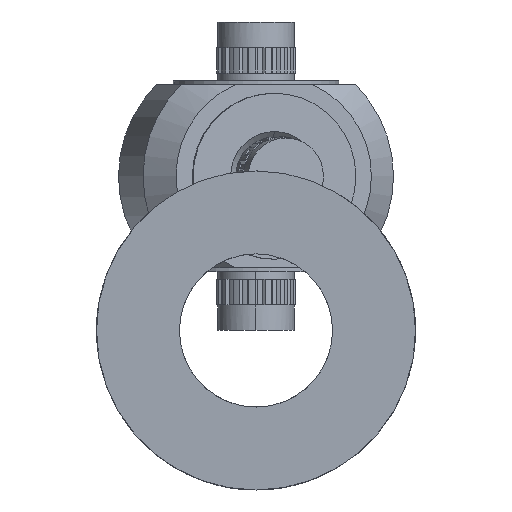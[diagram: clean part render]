
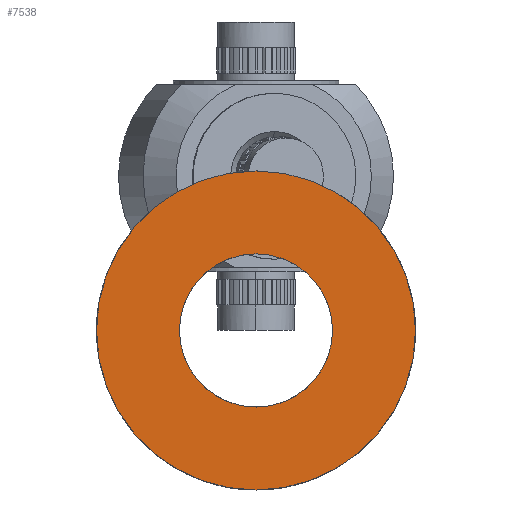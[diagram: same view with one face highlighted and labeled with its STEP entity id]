
A CAD part, left-side view. The second image highlights one B-rep face of the part: STEP entity #7538.
In plain terms, the highlighted face is planar.
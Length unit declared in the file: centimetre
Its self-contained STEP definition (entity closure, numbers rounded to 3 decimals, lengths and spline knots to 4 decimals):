
#1719=PLANE('',#8002);
#2033=VERTEX_POINT('',#11030);
#2065=VERTEX_POINT('',#11260);
#2723=CIRCLE('',#7980,0.6);
#2729=CIRCLE('',#8001,1.25);
#3167=EDGE_CURVE('',#2033,#2033,#2723,.T.);
#3212=EDGE_CURVE('',#2065,#2065,#2729,.T.);
#4389=ORIENTED_EDGE('',*,*,#3167,.T.);
#4390=ORIENTED_EDGE('',*,*,#3212,.F.);
#6581=EDGE_LOOP('',(#4389));
#6582=EDGE_LOOP('',(#4390));
#7063=FACE_BOUND('',#6581,.T.);
#7064=FACE_BOUND('',#6582,.T.);
#7538=ADVANCED_FACE('',(#7063,#7064),#1719,.T.);
#7980=AXIS2_PLACEMENT_3D('',#11029,#8888,#8889);
#8001=AXIS2_PLACEMENT_3D('',#11259,#8942,#8943);
#8002=AXIS2_PLACEMENT_3D('',#11264,#8944,$);
#8888=DIRECTION('',(0.,0.,-1.));
#8889=DIRECTION('',(0.6,0.,0.));
#8942=DIRECTION('',(0.,0.,-1.));
#8943=DIRECTION('',(1.25,0.,0.));
#8944=DIRECTION('',(0.,0.,1.));
#11029=CARTESIAN_POINT('',(0.,0.,2.5));
#11030=CARTESIAN_POINT('',(-0.6,0.,2.5));
#11259=CARTESIAN_POINT('',(0.,0.,2.5));
#11260=CARTESIAN_POINT('',(1.25,0.,2.5));
#11264=CARTESIAN_POINT('',(0.,0.,2.5));
